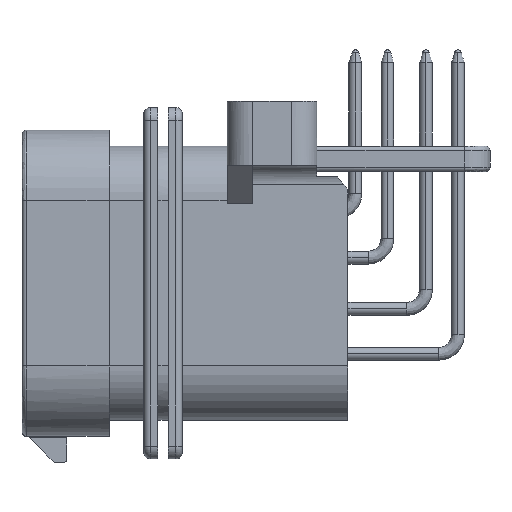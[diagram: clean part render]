
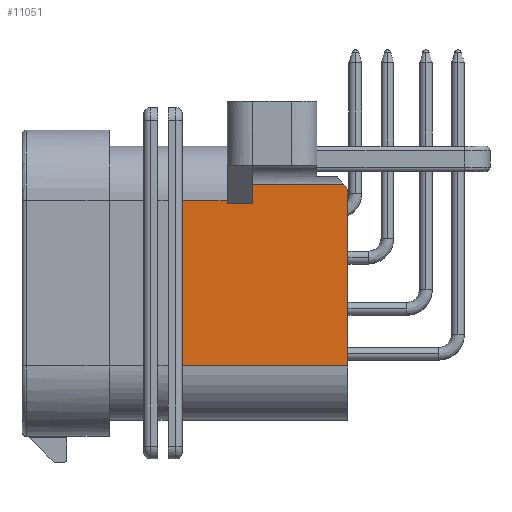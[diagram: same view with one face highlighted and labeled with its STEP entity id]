
A CAD part, left-side view. The second image highlights one B-rep face of the part: STEP entity #11051.
In plain terms, the highlighted planar face has unit normal (-1, 0, 0).
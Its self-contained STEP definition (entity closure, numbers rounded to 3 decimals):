
#10028=CARTESIAN_POINT('',(-13.25,-25.419,6.959));
#10029=VERTEX_POINT('',#10028);
#10037=CARTESIAN_POINT('',(-13.25,-25.42,-6.45));
#10038=VERTEX_POINT('',#10037);
#10039=CARTESIAN_POINT('',(-13.25,-25.419,6.959));
#10040=DIRECTION('',(0.,0.,-1.));
#10041=VECTOR('',#10040,13.409);
#10042=LINE('',#10039,#10041);
#10043=EDGE_CURVE('',#10029,#10038,#10042,.T.);
#10960=CARTESIAN_POINT('',(-13.25,-12.5,-6.45));
#10961=VERTEX_POINT('',#10960);
#10962=CARTESIAN_POINT('',(-13.25,-25.42,-6.45));
#10963=DIRECTION('',(0.,1.,0.));
#10964=VECTOR('',#10963,12.92);
#10965=LINE('',#10962,#10964);
#10966=EDGE_CURVE('',#10038,#10961,#10965,.T.);
#10979=CARTESIAN_POINT('',(-13.25,-6.8,6.45));
#10980=DIRECTION('',(0.,0.,1.));
#10981=DIRECTION('',(-1.,0.,0.));
#10982=AXIS2_PLACEMENT_3D('',#10979,#10981,#10980);
#10983=PLANE('',#10982);
#10984=ORIENTED_EDGE('',*,*,#10043,.F.);
#10985=CARTESIAN_POINT('',(-13.25,-25.207,7.576));
#10986=VERTEX_POINT('',#10985);
#10987=CARTESIAN_POINT('',(-13.25,-24.419,6.96));
#10988=DIRECTION('',(0.,-1.,-0.001));
#10989=DIRECTION('',(-1.,0.,0.));
#10990=AXIS2_PLACEMENT_3D('',#10987,#10989,#10988);
#10991=CIRCLE('',#10990,1.001);
#10992=EDGE_CURVE('',#10029,#10986,#10991,.T.);
#10993=ORIENTED_EDGE('',*,*,#10992,.T.);
#10994=CARTESIAN_POINT('',(-13.25,-25.109,7.7));
#10995=VERTEX_POINT('',#10994);
#10996=CARTESIAN_POINT('',(-13.25,-25.207,7.576));
#10997=DIRECTION('',(0.,0.617,0.787));
#10998=VECTOR('',#10997,0.158);
#10999=LINE('',#10996,#10998);
#11000=EDGE_CURVE('',#10986,#10995,#10999,.T.);
#11001=ORIENTED_EDGE('',*,*,#11000,.T.);
#11002=CARTESIAN_POINT('',(-13.25,-18.,7.7));
#11003=VERTEX_POINT('',#11002);
#11004=CARTESIAN_POINT('',(-13.25,-25.109,7.7));
#11005=DIRECTION('',(0.,1.,0.));
#11006=VECTOR('',#11005,7.109);
#11007=LINE('',#11004,#11006);
#11008=EDGE_CURVE('',#10995,#11003,#11007,.T.);
#11009=ORIENTED_EDGE('',*,*,#11008,.T.);
#11010=CARTESIAN_POINT('',(-13.25,-18.,6.2));
#11011=VERTEX_POINT('',#11010);
#11012=CARTESIAN_POINT('',(-13.25,-18.,7.7));
#11013=DIRECTION('',(0.,0.,-1.));
#11014=VECTOR('',#11013,1.5);
#11015=LINE('',#11012,#11014);
#11016=EDGE_CURVE('',#11003,#11011,#11015,.T.);
#11017=ORIENTED_EDGE('',*,*,#11016,.T.);
#11018=CARTESIAN_POINT('',(-13.25,-16.,6.2));
#11019=VERTEX_POINT('',#11018);
#11020=CARTESIAN_POINT('',(-13.25,-18.,6.2));
#11021=DIRECTION('',(0.,1.,0.));
#11022=VECTOR('',#11021,2.);
#11023=LINE('',#11020,#11022);
#11024=EDGE_CURVE('',#11011,#11019,#11023,.T.);
#11025=ORIENTED_EDGE('',*,*,#11024,.T.);
#11026=CARTESIAN_POINT('',(-13.25,-16.,6.45));
#11027=VERTEX_POINT('',#11026);
#11028=CARTESIAN_POINT('',(-13.25,-16.,6.2));
#11029=DIRECTION('',(0.,0.,1.));
#11030=VECTOR('',#11029,0.25);
#11031=LINE('',#11028,#11030);
#11032=EDGE_CURVE('',#11019,#11027,#11031,.T.);
#11033=ORIENTED_EDGE('',*,*,#11032,.T.);
#11034=CARTESIAN_POINT('',(-13.25,-12.5,6.45));
#11035=VERTEX_POINT('',#11034);
#11036=CARTESIAN_POINT('',(-13.25,-16.,6.45));
#11037=DIRECTION('',(0.,1.,0.));
#11038=VECTOR('',#11037,3.5);
#11039=LINE('',#11036,#11038);
#11040=EDGE_CURVE('',#11027,#11035,#11039,.T.);
#11041=ORIENTED_EDGE('',*,*,#11040,.T.);
#11042=CARTESIAN_POINT('',(-13.25,-12.5,6.45));
#11043=DIRECTION('',(0.,0.,-1.));
#11044=VECTOR('',#11043,12.9);
#11045=LINE('',#11042,#11044);
#11046=EDGE_CURVE('',#11035,#10961,#11045,.T.);
#11047=ORIENTED_EDGE('',*,*,#11046,.T.);
#11048=ORIENTED_EDGE('',*,*,#10966,.F.);
#11049=EDGE_LOOP('',(#10984,#10993,#11001,#11009,#11017,#11025,#11033,#11041,#11047,#11048));
#11050=FACE_OUTER_BOUND('',#11049,.T.);
#11051=ADVANCED_FACE('',(#11050),#10983,.T.);
